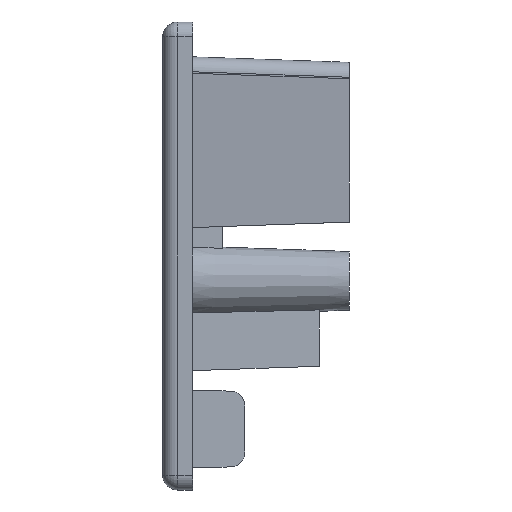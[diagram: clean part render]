
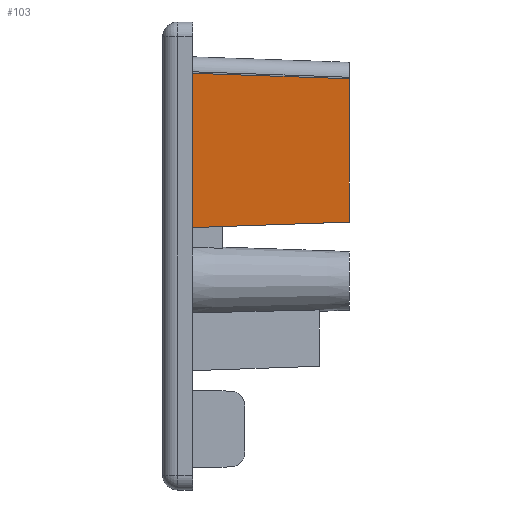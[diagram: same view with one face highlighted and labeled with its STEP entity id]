
A CAD part, left-side view. The second image highlights one B-rep face of the part: STEP entity #103.
In plain terms, the highlighted planar face has unit normal (-0.994, -0.035, -0.102).
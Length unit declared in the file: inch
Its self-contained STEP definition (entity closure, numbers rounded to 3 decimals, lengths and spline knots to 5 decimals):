
#18 = EDGE_CURVE ( 'NONE', #2727, #2758, #3423, .T. ) ;
#69 = EDGE_CURVE ( 'NONE', #2732, #2684, #1659, .T. ) ;
#103 = ADVANCED_FACE ( 'NONE', ( #834 ), #563, .T. ) ;
#226 = EDGE_CURVE ( 'NONE', #2732, #2727, #1086, .T. ) ;
#322 = DIRECTION ( 'NONE',  ( 0.102, 0., -0.995 ) ) ;
#323 = CARTESIAN_POINT ( 'NONE',  ( -0.2175, -0.06, 0.4 ) ) ;
#558 = DIRECTION ( 'NONE',  ( -0.102, 0., 0.995 ) ) ;
#559 = DIRECTION ( 'NONE',  ( -0.994, -0.035, -0.101 ) ) ;
#562 = CARTESIAN_POINT ( 'NONE',  ( -0.2175, -0.06, 0.4 ) ) ;
#563 = PLANE ( 'NONE',  #3781 ) ;
#762 = DIRECTION ( 'NONE',  ( 0.102, 0., -0.995 ) ) ;
#763 = CARTESIAN_POINT ( 'NONE',  ( -0.20656, -0.375, 0.40112 ) ) ;
#834 = FACE_OUTER_BOUND ( 'NONE', #3401, .T. ) ;
#1086 = LINE ( 'NONE', #1900, #1534 ) ;
#1100 = LINE ( 'NONE', #2027, #1566 ) ;
#1534 = VECTOR ( 'NONE', #1899, 39.37008 ) ;
#1566 = VECTOR ( 'NONE', #2014, 39.37008 ) ;
#1659 = LINE ( 'NONE', #763, #3151 ) ;
#1695 = CARTESIAN_POINT ( 'NONE',  ( -0.1825, -0.06, 0.05712 ) ) ;
#1727 = CARTESIAN_POINT ( 'NONE',  ( -0.20195, -0.375, 0.35597 ) ) ;
#1732 = CARTESIAN_POINT ( 'NONE',  ( -0.21413, -0.06, 0.36697 ) ) ;
#1751 = CARTESIAN_POINT ( 'NONE',  ( -0.17257, -0.375, 0.06812 ) ) ;
#1899 = DIRECTION ( 'NONE',  ( -0.039, 0.999, 0.035 ) ) ;
#1900 = CARTESIAN_POINT ( 'NONE',  ( -0.21418, -0.05872, 0.36702 ) ) ;
#2014 = DIRECTION ( 'NONE',  ( -0.032, 0.999, -0.035 ) ) ;
#2027 = CARTESIAN_POINT ( 'NONE',  ( -0.1825, -0.06, 0.05712 ) ) ;
#2684 = VERTEX_POINT ( 'NONE', #1751 ) ;
#2727 = VERTEX_POINT ( 'NONE', #1732 ) ;
#2732 = VERTEX_POINT ( 'NONE', #1727 ) ;
#2758 = VERTEX_POINT ( 'NONE', #1695 ) ;
#2856 = ORIENTED_EDGE ( 'NONE', *, *, #226, .T. ) ;
#2857 = ORIENTED_EDGE ( 'NONE', *, *, #3676, .F. ) ;
#2858 = ORIENTED_EDGE ( 'NONE', *, *, #18, .T. ) ;
#2859 = ORIENTED_EDGE ( 'NONE', *, *, #69, .F. ) ;
#3151 = VECTOR ( 'NONE', #762, 39.37008 ) ;
#3180 = VECTOR ( 'NONE', #322, 39.37008 ) ;
#3401 = EDGE_LOOP ( 'NONE', ( #2859, #2856, #2858, #2857 ) ) ;
#3423 = LINE ( 'NONE', #323, #3180 ) ;
#3676 = EDGE_CURVE ( 'NONE', #2684, #2758, #1100, .T. ) ;
#3781 = AXIS2_PLACEMENT_3D ( 'NONE', #562, #559, #558 ) ;
